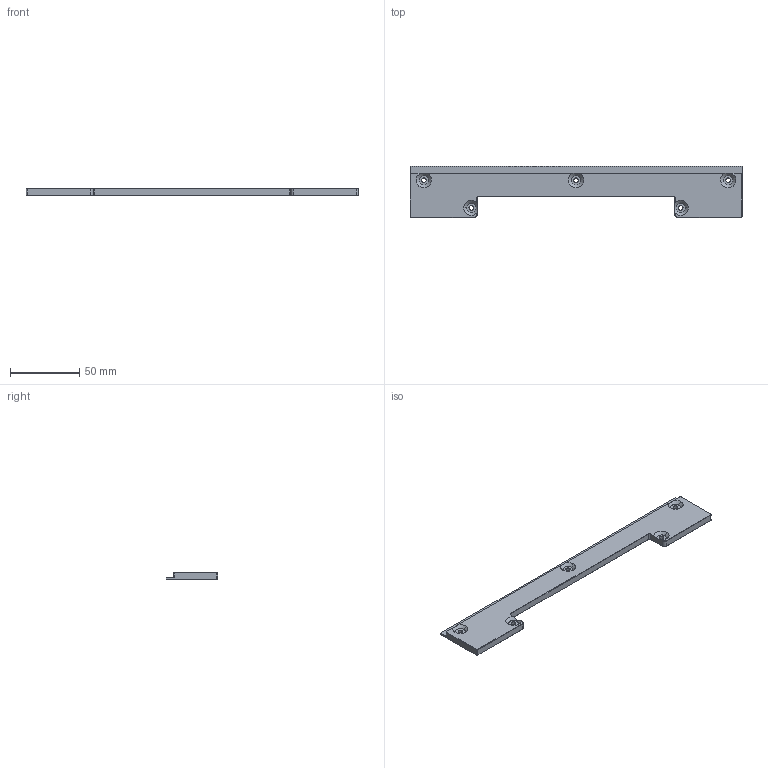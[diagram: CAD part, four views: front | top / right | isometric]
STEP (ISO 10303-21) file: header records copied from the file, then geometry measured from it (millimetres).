
FILE_DESCRIPTION (( 'STEP AP203' ), '1' );
FILE_NAME ('猾眊_ヶ狟蚾庉啣.STEP', '2024-01-19T05:00:46', ( 'Leo' ), ( '' ), 'SwSTEP 2.0', 'SolidWorks 2022', '' );
FILE_SCHEMA (( 'CONFIG_CONTROL_DESIGN' ));
Length unit declared in the file: millimetre
Products named in the file (1): 封箱_前下装饰板
Bounding box: 240 x 37 x 5 mm (x, y, z)
Volume: 28678 mm3; surface area: 16381.8 mm2
Topology: 1 solids, 1 shells, 88 faces, 218 edges, 132 vertices
Faces by surface type: plane 36, cone 34, cylinder 18
Entity records: 2731 total; most frequent: CARTESIAN_POINT 514, DIRECTION 466, ORIENTED_EDGE 436, EDGE_CURVE 218, AXIS2_PLACEMENT_3D 172, VERTEX_POINT 132, LINE 122, VECTOR 122
